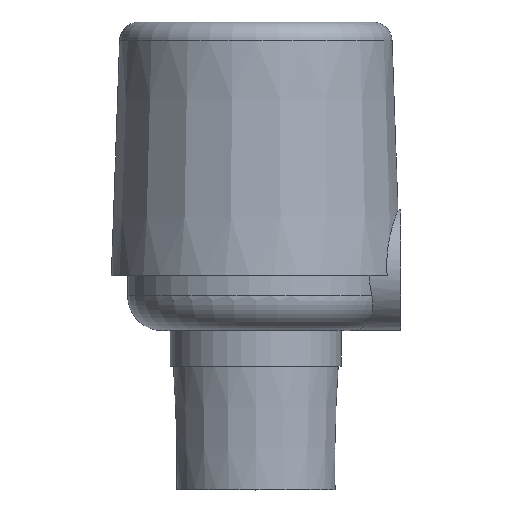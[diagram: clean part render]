
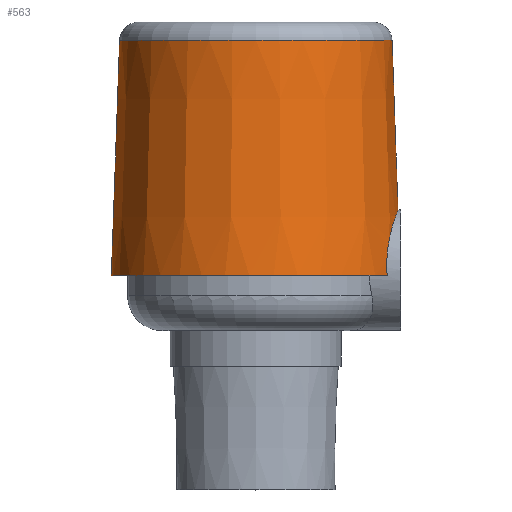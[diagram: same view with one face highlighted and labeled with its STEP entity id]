
A CAD part, top view. The second image highlights one B-rep face of the part: STEP entity #563.
In plain terms, the highlighted conical face has half-angle 2 degrees and reference radius 23.577 mm.
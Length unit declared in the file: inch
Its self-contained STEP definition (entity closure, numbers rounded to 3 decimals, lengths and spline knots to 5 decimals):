
#50=LINE('',#978,#63);
#63=VECTOR('',#759,0.92824);
#76=CONICAL_SURFACE('',#648,0.92824,0.035);
#82=FACE_OUTER_BOUND('',#115,.T.);
#115=EDGE_LOOP('',(#373,#374,#375,#376,#377,#378,#379));
#156=B_SPLINE_CURVE_WITH_KNOTS('',3,(#980,#981,#982,#983,#984,#985,#986,
#987,#988,#989,#990,#991,#992),.UNSPECIFIED.,.F.,.F.,(4,3,2,2,2,4),(-0.10513,
0.,0.38248,0.76495,1.1487,1.53245),
 .UNSPECIFIED.);
#157=B_SPLINE_CURVE_WITH_KNOTS('',3,(#995,#996,#997,#998,#999,#1000,#1001,
#1002,#1003,#1004,#1005,#1006),.UNSPECIFIED.,.F.,.F.,(4,2,2,2,2,4),(1.53245,
1.9162,2.29995,2.68243,3.0649,3.17003),
 .UNSPECIFIED.);
#172=CIRCLE('',#645,0.90312);
#173=CIRCLE('',#646,0.90312);
#175=CIRCLE('',#649,0.95757);
#231=VERTEX_POINT('',#970);
#232=VERTEX_POINT('',#972);
#233=VERTEX_POINT('',#977);
#234=VERTEX_POINT('',#979);
#235=VERTEX_POINT('',#993);
#289=EDGE_CURVE('',#231,#232,#172,.T.);
#290=EDGE_CURVE('',#232,#231,#173,.T.);
#292=EDGE_CURVE('',#231,#233,#50,.T.);
#293=EDGE_CURVE('',#234,#233,#156,.T.);
#294=EDGE_CURVE('',#234,#235,#175,.T.);
#295=EDGE_CURVE('',#233,#235,#157,.T.);
#373=ORIENTED_EDGE('',*,*,#290,.F.);
#374=ORIENTED_EDGE('',*,*,#289,.F.);
#375=ORIENTED_EDGE('',*,*,#292,.T.);
#376=ORIENTED_EDGE('',*,*,#293,.F.);
#377=ORIENTED_EDGE('',*,*,#294,.T.);
#378=ORIENTED_EDGE('',*,*,#295,.F.);
#379=ORIENTED_EDGE('',*,*,#292,.F.);
#563=ADVANCED_FACE('',(#82),#76,.T.);
#645=AXIS2_PLACEMENT_3D('',#973,#751,#752);
#646=AXIS2_PLACEMENT_3D('',#974,#753,#754);
#648=AXIS2_PLACEMENT_3D('',#976,#757,#758);
#649=AXIS2_PLACEMENT_3D('',#994,#760,#761);
#751=DIRECTION('center_axis',(0.,1.,0.));
#752=DIRECTION('ref_axis',(0.,0.,-1.));
#753=DIRECTION('center_axis',(0.,1.,0.));
#754=DIRECTION('ref_axis',(0.,0.,-1.));
#757=DIRECTION('center_axis',(0.,-1.,0.));
#758=DIRECTION('ref_axis',(0.,0.,1.));
#759=DIRECTION('',(0.,-0.999,-0.035));
#760=DIRECTION('center_axis',(0.,1.,0.));
#761=DIRECTION('ref_axis',(1.,0.,0.));
#970=CARTESIAN_POINT('',(0.,1.97936,-0.90312));
#972=CARTESIAN_POINT('',(0.,1.97936,0.90312));
#973=CARTESIAN_POINT('Origin',(0.,1.97936,0.));
#974=CARTESIAN_POINT('Origin',(0.,1.97936,0.));
#976=CARTESIAN_POINT('Origin',(0.,1.26,0.));
#977=CARTESIAN_POINT('',(0.,0.856,-0.94235));
#978=CARTESIAN_POINT('',(0.,1.26,-0.92824));
#979=CARTESIAN_POINT('',(-0.39838,0.42,-0.87077));
#980=CARTESIAN_POINT('Ctrl Pts',(-0.39838,0.42,-0.87077));
#981=CARTESIAN_POINT('Ctrl Pts',(-0.39965,0.43406,-0.86965));
#982=CARTESIAN_POINT('Ctrl Pts',(-0.40016,0.44805,-0.86888));
#983=CARTESIAN_POINT('Ctrl Pts',(-0.39996,0.46184,-0.86844));
#984=CARTESIAN_POINT('Ctrl Pts',(-0.39922,0.51201,-0.86685));
#985=CARTESIAN_POINT('Ctrl Pts',(-0.38843,0.56509,-0.86998));
#986=CARTESIAN_POINT('Ctrl Pts',(-0.34689,0.66202,-0.88373));
#987=CARTESIAN_POINT('Ctrl Pts',(-0.31617,0.70592,-0.89402));
#988=CARTESIAN_POINT('Ctrl Pts',(-0.24597,0.77528,-0.91333));
#989=CARTESIAN_POINT('Ctrl Pts',(-0.20154,0.80554,-0.92367));
#990=CARTESIAN_POINT('Ctrl Pts',(-0.10376,0.84591,-0.93828));
#991=CARTESIAN_POINT('Ctrl Pts',(-0.05036,0.856,
-0.94235));
#992=CARTESIAN_POINT('Ctrl Pts',(0.,0.856,
-0.94235));
#993=CARTESIAN_POINT('',(0.39838,0.42,-0.87077));
#994=CARTESIAN_POINT('Origin',(0.,0.42,0.));
#995=CARTESIAN_POINT('Ctrl Pts',(0.,0.856,-0.94235));
#996=CARTESIAN_POINT('Ctrl Pts',(0.05036,0.856,-0.94235));
#997=CARTESIAN_POINT('Ctrl Pts',(0.10376,0.84591,-0.93828));
#998=CARTESIAN_POINT('Ctrl Pts',(0.20154,0.80554,-0.92367));
#999=CARTESIAN_POINT('Ctrl Pts',(0.24597,0.77528,-0.91333));
#1000=CARTESIAN_POINT('Ctrl Pts',(0.31617,0.70592,-0.89402));
#1001=CARTESIAN_POINT('Ctrl Pts',(0.34689,0.66202,-0.88373));
#1002=CARTESIAN_POINT('Ctrl Pts',(0.38843,0.56509,-0.86998));
#1003=CARTESIAN_POINT('Ctrl Pts',(0.39922,0.51201,-0.86685));
#1004=CARTESIAN_POINT('Ctrl Pts',(0.40016,0.44805,-0.86888));
#1005=CARTESIAN_POINT('Ctrl Pts',(0.39965,0.43406,-0.86965));
#1006=CARTESIAN_POINT('Ctrl Pts',(0.39838,0.42,-0.87077));
